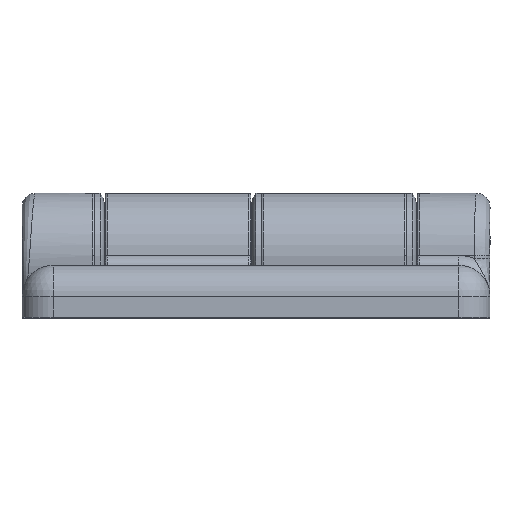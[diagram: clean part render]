
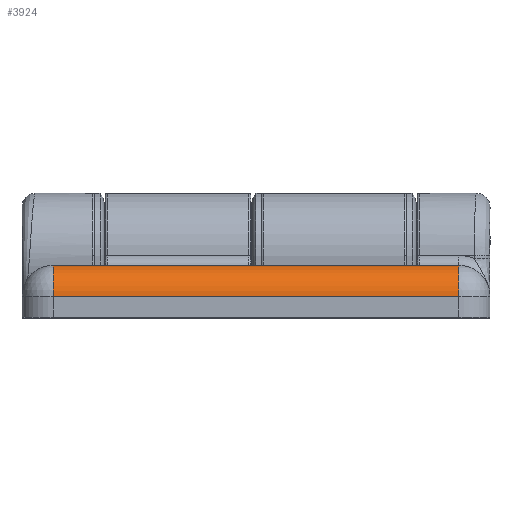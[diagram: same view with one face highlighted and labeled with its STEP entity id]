
A CAD part, top view. The second image highlights one B-rep face of the part: STEP entity #3924.
In plain terms, the highlighted cylindrical face has radius 3 mm (diameter 6 mm), a partial arc.
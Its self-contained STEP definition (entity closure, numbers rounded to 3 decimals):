
#159 = CIRCLE ( 'NONE', #4862, 3. ) ;
#517 = VECTOR ( 'NONE', #6204, 1000. ) ;
#740 = CARTESIAN_POINT ( 'NONE',  ( 22.5, -1., 37. ) ) ;
#940 = EDGE_LOOP ( 'NONE', ( #1306, #1146, #1923, #3670 ) ) ;
#1146 = ORIENTED_EDGE ( 'NONE', *, *, #1367, .F. ) ;
#1279 = CARTESIAN_POINT ( 'NONE',  ( 19.5, -1., 37. ) ) ;
#1306 = ORIENTED_EDGE ( 'NONE', *, *, #1779, .T. ) ;
#1367 = EDGE_CURVE ( 'NONE', #4406, #6716, #4724, .T. ) ;
#1426 = DIRECTION ( 'NONE',  ( 1., 0., 0. ) ) ;
#1779 = EDGE_CURVE ( 'NONE', #6445, #6716, #10091, .T. ) ;
#1885 = FACE_OUTER_BOUND ( 'NONE', #940, .T. ) ;
#1923 = ORIENTED_EDGE ( 'NONE', *, *, #9429, .F. ) ;
#2331 = DIRECTION ( 'NONE',  ( -1., 0., 0. ) ) ;
#2482 = DIRECTION ( 'NONE',  ( -1., 0., 0. ) ) ;
#2520 = DIRECTION ( 'NONE',  ( 0., 0., 1. ) ) ;
#2671 = VECTOR ( 'NONE', #2331, 1000. ) ;
#3135 = CARTESIAN_POINT ( 'NONE',  ( -19.5, -4., 40. ) ) ;
#3306 = CARTESIAN_POINT ( 'NONE',  ( -19.5, -4., 37. ) ) ;
#3670 = ORIENTED_EDGE ( 'NONE', *, *, #8463, .F. ) ;
#3924 = ADVANCED_FACE ( 'NONE', ( #1885 ), #5775, .T. ) ;
#4088 = DIRECTION ( 'NONE',  ( 0., 0., -1. ) ) ;
#4406 = VERTEX_POINT ( 'NONE', #9850 ) ;
#4417 = VERTEX_POINT ( 'NONE', #1279 ) ;
#4703 = LINE ( 'NONE', #740, #517 ) ;
#4724 = LINE ( 'NONE', #6984, #2671 ) ;
#4859 = CARTESIAN_POINT ( 'NONE',  ( 22.5, -4., 37. ) ) ;
#4862 = AXIS2_PLACEMENT_3D ( 'NONE', #6089, #1426, #6882 ) ;
#5151 = AXIS2_PLACEMENT_3D ( 'NONE', #3306, #8759, #4088 ) ;
#5775 = CYLINDRICAL_SURFACE ( 'NONE', #6545, 3. ) ;
#6089 = CARTESIAN_POINT ( 'NONE',  ( 19.5, -4., 37. ) ) ;
#6204 = DIRECTION ( 'NONE',  ( 1., 0., 0. ) ) ;
#6445 = VERTEX_POINT ( 'NONE', #7116 ) ;
#6545 = AXIS2_PLACEMENT_3D ( 'NONE', #4859, #2482, #2520 ) ;
#6716 = VERTEX_POINT ( 'NONE', #3135 ) ;
#6882 = DIRECTION ( 'NONE',  ( 0., 0., -1. ) ) ;
#6984 = CARTESIAN_POINT ( 'NONE',  ( 22.5, -4., 40. ) ) ;
#7116 = CARTESIAN_POINT ( 'NONE',  ( -19.5, -1., 37. ) ) ;
#8463 = EDGE_CURVE ( 'NONE', #6445, #4417, #4703, .T. ) ;
#8759 = DIRECTION ( 'NONE',  ( 1., 0., 0. ) ) ;
#9429 = EDGE_CURVE ( 'NONE', #4417, #4406, #159, .T. ) ;
#9850 = CARTESIAN_POINT ( 'NONE',  ( 19.5, -4., 40. ) ) ;
#10091 = CIRCLE ( 'NONE', #5151, 3. ) ;
